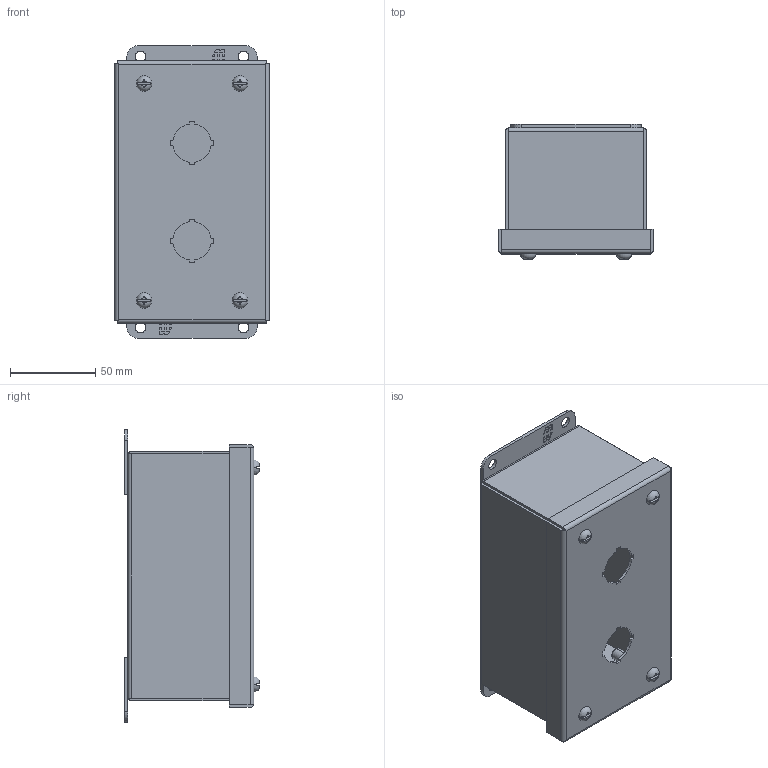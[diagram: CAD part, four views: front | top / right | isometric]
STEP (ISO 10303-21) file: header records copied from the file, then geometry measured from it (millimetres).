
FILE_DESCRIPTION (( 'STEP AP203' ), '1' );
FILE_NAME ('1435MB_Default.step', '2019-11-08T16:40:53', ( '' ), ( '' ), 'SwSTEP 2.0', 'SolidWorks 2019', '' );
FILE_SCHEMA (( 'CONFIG_CONTROL_DESIGN' ));
Length unit declared in the file: inch
Products named in the file (1): 1435MB_Default
Bounding box: 90.47 x 78.91 x 171.45 mm (x, y, z)
Volume: 136980.9 mm3; surface area: 166113.7 mm2
Topology: 19 solids, 19 shells, 587 faces, 1484 edges, 959 vertices
Faces by surface type: plane 383, cylinder 148, cone 24, bspline 24, torus 8
Entity records: 18529 total; most frequent: CARTESIAN_POINT 4369, ORIENTED_EDGE 2964, DIRECTION 2824, EDGE_CURVE 1482, LINE 980, VECTOR 980, VERTEX_POINT 959, AXIS2_PLACEMENT_3D 922
